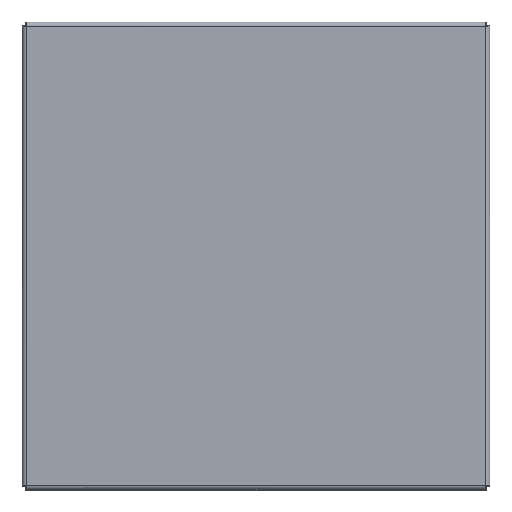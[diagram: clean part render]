
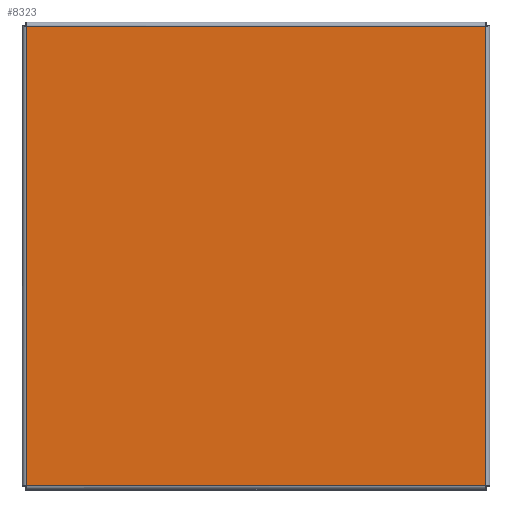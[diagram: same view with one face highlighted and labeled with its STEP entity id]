
A CAD part, top view. The second image highlights one B-rep face of the part: STEP entity #8323.
In plain terms, the highlighted planar face has unit normal (0, 0, 1).
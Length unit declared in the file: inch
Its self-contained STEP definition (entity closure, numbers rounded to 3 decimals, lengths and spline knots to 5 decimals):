
#464 = LINE ( 'NONE', #10478, #2991 ) ;
#674 = EDGE_CURVE ( 'NONE', #9041, #4689, #6724, .T. ) ;
#902 = CARTESIAN_POINT ( 'NONE',  ( 2.57605, 0.0896, 0.074 ) ) ;
#1411 = ORIENTED_EDGE ( 'NONE', *, *, #9457, .T. ) ;
#1436 = EDGE_LOOP ( 'NONE', ( #1411, #5300, #6193, #6772 ) ) ;
#1474 = FACE_OUTER_BOUND ( 'NONE', #1436, .T. ) ;
#2991 = VECTOR ( 'NONE', #5796, 39.37008 ) ;
#3588 = EDGE_CURVE ( 'NONE', #4689, #8828, #4267, .T. ) ;
#3979 = VECTOR ( 'NONE', #7005, 39.37008 ) ;
#4267 = LINE ( 'NONE', #7418, #6125 ) ;
#4439 = CARTESIAN_POINT ( 'NONE',  ( 5.0625, 5.0625, 0.074 ) ) ;
#4689 = VERTEX_POINT ( 'NONE', #10078 ) ;
#4910 = VECTOR ( 'NONE', #7373, 39.37008 ) ;
#5194 = VERTEX_POINT ( 'NONE', #10861 ) ;
#5300 = ORIENTED_EDGE ( 'NONE', *, *, #674, .T. ) ;
#5371 = DIRECTION ( 'NONE',  ( 1., 0., 0. ) ) ;
#5796 = DIRECTION ( 'NONE',  ( 0., 1., 0. ) ) ;
#6125 = VECTOR ( 'NONE', #8220, 39.37008 ) ;
#6193 = ORIENTED_EDGE ( 'NONE', *, *, #3588, .T. ) ;
#6590 = CARTESIAN_POINT ( 'NONE',  ( 10.0354, 10.0354, 0.074 ) ) ;
#6724 = LINE ( 'NONE', #7155, #3979 ) ;
#6772 = ORIENTED_EDGE ( 'NONE', *, *, #11557, .T. ) ;
#7005 = DIRECTION ( 'NONE',  ( -1., 0., 0. ) ) ;
#7155 = CARTESIAN_POINT ( 'NONE',  ( 7.54895, 10.0354, 0.074 ) ) ;
#7373 = DIRECTION ( 'NONE',  ( 1., 0., 0. ) ) ;
#7418 = CARTESIAN_POINT ( 'NONE',  ( 0.0896, 7.54895, 0.074 ) ) ;
#8220 = DIRECTION ( 'NONE',  ( 0., -1., 0. ) ) ;
#8323 = ADVANCED_FACE ( 'NONE', ( #1474 ), #11929, .T. ) ;
#8693 = AXIS2_PLACEMENT_3D ( 'NONE', #4439, #11023, #5371 ) ;
#8828 = VERTEX_POINT ( 'NONE', #9201 ) ;
#9041 = VERTEX_POINT ( 'NONE', #6590 ) ;
#9201 = CARTESIAN_POINT ( 'NONE',  ( 0.0896, 0.0896, 0.074 ) ) ;
#9457 = EDGE_CURVE ( 'NONE', #5194, #9041, #464, .T. ) ;
#10078 = CARTESIAN_POINT ( 'NONE',  ( 0.0896, 10.0354, 0.074 ) ) ;
#10478 = CARTESIAN_POINT ( 'NONE',  ( 10.0354, 2.57605, 0.074 ) ) ;
#10861 = CARTESIAN_POINT ( 'NONE',  ( 10.0354, 0.0896, 0.074 ) ) ;
#11023 = DIRECTION ( 'NONE',  ( 0., 0., 1. ) ) ;
#11557 = EDGE_CURVE ( 'NONE', #8828, #5194, #12136, .T. ) ;
#11929 = PLANE ( 'NONE',  #8693 ) ;
#12136 = LINE ( 'NONE', #902, #4910 ) ;
